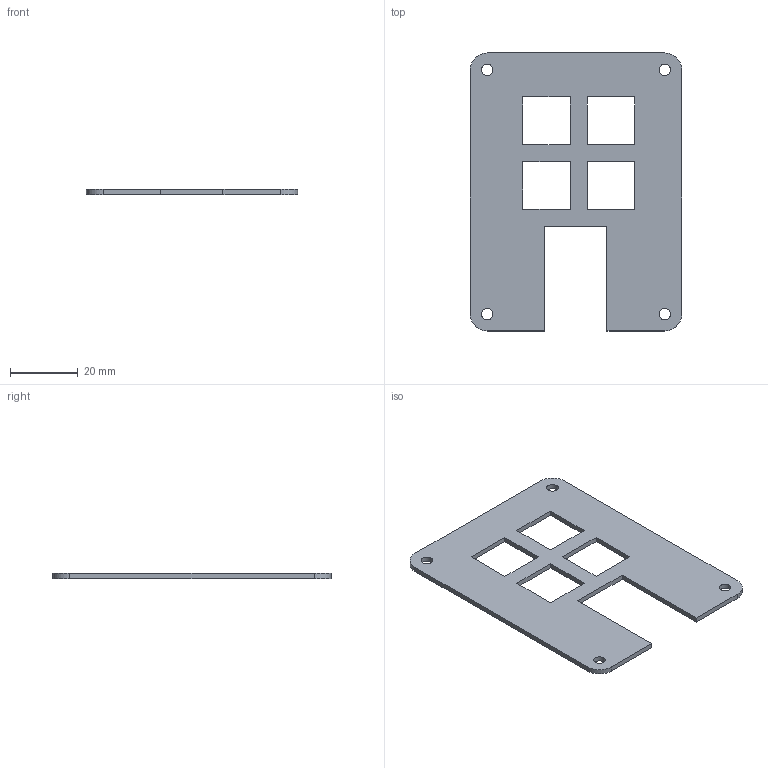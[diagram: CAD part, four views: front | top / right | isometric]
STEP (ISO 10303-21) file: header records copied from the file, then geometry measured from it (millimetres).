
FILE_DESCRIPTION(/* description */ (''),/* implementation_level */ '2;1');
FILE_NAME(/* name */ 'keycaps_case.step',/* time_stamp */ '2025-12-04T21:26:19-05:00',/* author */ (''),/* organization */ (''),/* preprocessor_version */ 'ST-DEVELOPER v20.1',/* originating_system */ 'Autodesk Translation Framework v14.21.0.0',/* authorisation */ '');
FILE_SCHEMA (('AUTOMOTIVE_DESIGN { 1 0 10303 214 3 1 1 }'));
Length unit declared in the file: millimetre
Products named in the file (1): 2025-11-27-14-28-02-099
Bounding box: 62.54 x 82.2 x 1.52 mm (x, y, z)
Volume: 5571 mm3; surface area: 8346 mm2
Topology: 1 solids, 1 shells, 330 faces, 924 edges, 616 vertices
Faces by surface type: bspline 186, plane 136, cylinder 8
Full cylindrical faces by diameter (mm): 3.4 x4
Entity records: 12329 total; most frequent: CARTESIAN_POINT 5033, ORIENTED_EDGE 1848, EDGE_CURVE 924, DIRECTION 858, VERTEX_POINT 616, LINE 536, VECTOR 536, B_SPLINE_CURVE_WITH_KNOTS 372
